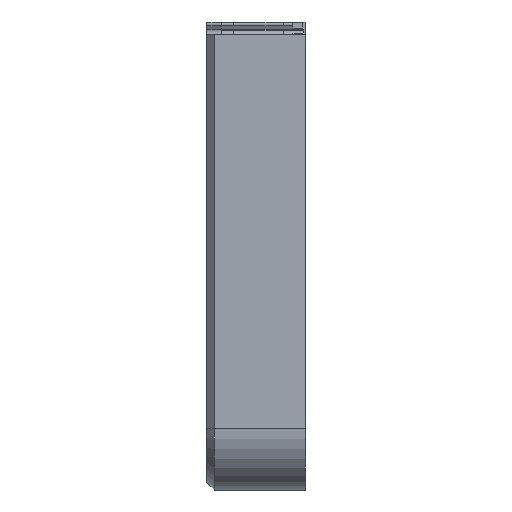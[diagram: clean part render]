
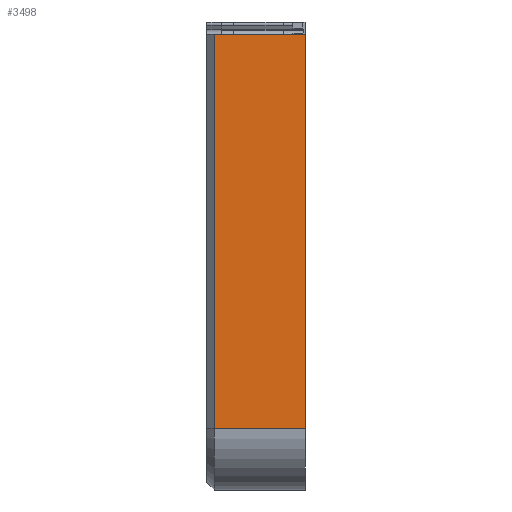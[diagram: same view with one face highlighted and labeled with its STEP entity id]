
A CAD part, left-side view. The second image highlights one B-rep face of the part: STEP entity #3498.
In plain terms, the highlighted planar face has unit normal (-1, 0, 0).
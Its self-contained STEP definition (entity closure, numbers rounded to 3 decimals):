
#172=LINE('',#5654,#553);
#419=LINE('',#6222,#800);
#420=LINE('',#6224,#801);
#421=LINE('',#6225,#802);
#553=VECTOR('',#4000,1000.);
#800=VECTOR('',#4513,1000.);
#801=VECTOR('',#4514,1000.);
#802=VECTOR('',#4515,1000.);
#1053=FACE_OUTER_BOUND('',#1251,.T.);
#1251=EDGE_LOOP('',(#2952,#2953,#2954,#2955));
#1492=VERTEX_POINT('',#5651);
#1493=VERTEX_POINT('',#5653);
#1655=VERTEX_POINT('',#6221);
#1656=VERTEX_POINT('',#6223);
#1843=EDGE_CURVE('',#1492,#1493,#172,.T.);
#2116=EDGE_CURVE('',#1655,#1492,#419,.T.);
#2117=EDGE_CURVE('',#1655,#1656,#420,.T.);
#2118=EDGE_CURVE('',#1493,#1656,#421,.T.);
#2952=ORIENTED_EDGE('',*,*,#2116,.F.);
#2953=ORIENTED_EDGE('',*,*,#2117,.T.);
#2954=ORIENTED_EDGE('',*,*,#2118,.F.);
#2955=ORIENTED_EDGE('',*,*,#1843,.F.);
#3337=PLANE('',#3748);
#3498=ADVANCED_FACE('',(#1053),#3337,.F.);
#3748=AXIS2_PLACEMENT_3D('',#6220,#4511,#4512);
#4000=DIRECTION('',(0.,0.,-1.));
#4511=DIRECTION('center_axis',(1.,0.,0.));
#4512=DIRECTION('ref_axis',(0.,0.,-1.));
#4513=DIRECTION('',(0.,-1.,0.));
#4514=DIRECTION('',(0.,0.,-1.));
#4515=DIRECTION('',(0.,1.,0.));
#5651=CARTESIAN_POINT('',(-185.,-20.,0.));
#5653=CARTESIAN_POINT('',(-185.,-20.,-160.));
#5654=CARTESIAN_POINT('',(-185.,-20.,0.));
#6220=CARTESIAN_POINT('Origin',(-185.,20.,185.));
#6221=CARTESIAN_POINT('',(-185.,17.,0.));
#6222=CARTESIAN_POINT('',(-185.,-40.,0.));
#6223=CARTESIAN_POINT('',(-185.,17.,-160.));
#6224=CARTESIAN_POINT('',(-185.,17.,0.));
#6225=CARTESIAN_POINT('',(-185.,0.,-160.));
